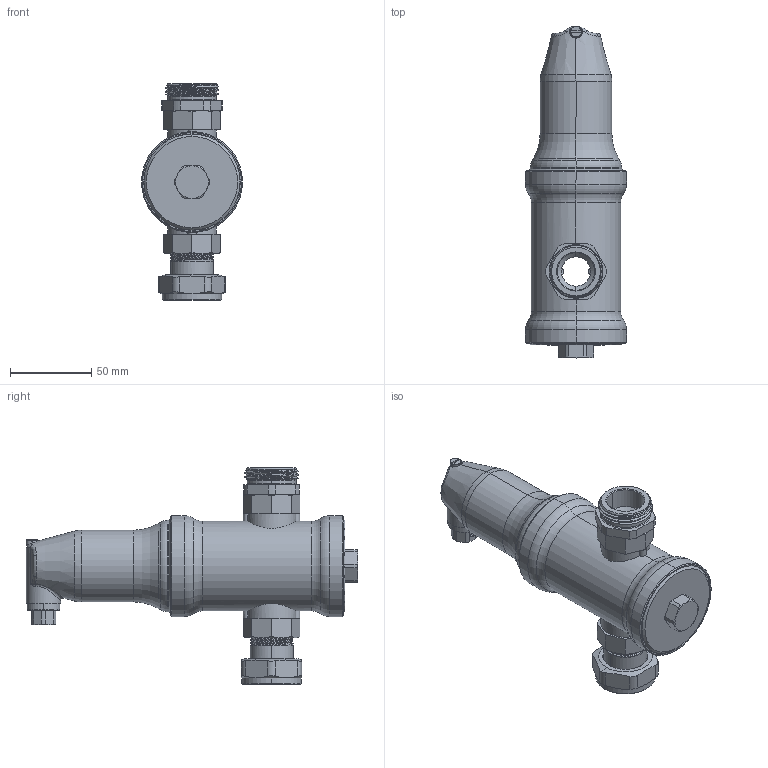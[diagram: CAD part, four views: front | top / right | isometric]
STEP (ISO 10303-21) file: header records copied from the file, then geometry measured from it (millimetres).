
FILE_DESCRIPTION((''),'2;1');
FILE_NAME('9339-03-800-ZEPARO-VENT','2016-06-02T',('marann'),(''),'PRO/ENGINEER BY PARAMETRIC TECHNOLOGY CORPORATION, 2011490','PRO/ENGINEER BY PARAMETRIC TECHNOLOGY CORPORATION, 2011490','');
FILE_SCHEMA(('CONFIG_CONTROL_DESIGN'));
Length unit declared in the file: millimetre
Products named in the file (1): 9339-03-800-ZEPARO-VENT
Bounding box: 62 x 203.75 x 133.2 mm (x, y, z)
Volume: 140508.9 mm3; surface area: 90646.5 mm2
Topology: 2 solids, 5 shells, 452 faces, 1104 edges, 675 vertices
Faces by surface type: cylinder 151, cone 143, plane 97, bspline 33, torus 28
Entity records: 22403 total; most frequent: CARTESIAN_POINT 12162, ORIENTED_EDGE 2192, DIRECTION 2049, EDGE_CURVE 1096, AXIS2_PLACEMENT_3D 846, VERTEX_POINT 675, EDGE_LOOP 487, FACE_OUTER_BOUND 452
